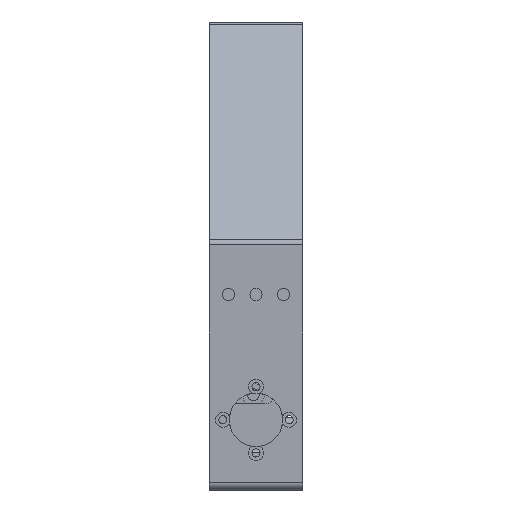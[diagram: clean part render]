
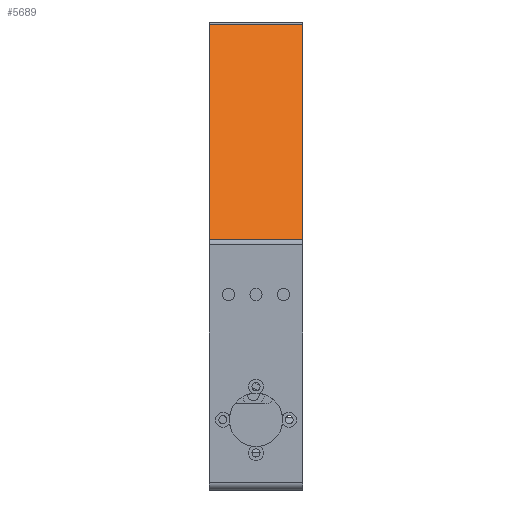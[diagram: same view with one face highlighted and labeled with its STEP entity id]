
A CAD part, left-side view. The second image highlights one B-rep face of the part: STEP entity #5689.
In plain terms, the highlighted planar face has unit normal (-0.75, 0, 0.661).
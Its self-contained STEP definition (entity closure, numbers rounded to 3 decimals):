
#475 = ORIENTED_EDGE ( 'NONE', *, *, #4040, .F. ) ;
#1175 = DIRECTION ( 'NONE',  ( 0.75, 0., -0.661 ) ) ;
#1888 = VECTOR ( 'NONE', #15133, 1000. ) ;
#2124 = ORIENTED_EDGE ( 'NONE', *, *, #9813, .T. ) ;
#2208 = DIRECTION ( 'NONE',  ( -0.661, 0., -0.75 ) ) ;
#2268 = DIRECTION ( 'NONE',  ( 0., -1., 0. ) ) ;
#2446 = CARTESIAN_POINT ( 'NONE',  ( -127., 25.4, 67.34 ) ) ;
#2591 = ORIENTED_EDGE ( 'NONE', *, *, #14403, .T. ) ;
#4025 = VERTEX_POINT ( 'NONE', #4301 ) ;
#4040 = EDGE_CURVE ( 'NONE', #14588, #9579, #5654, .T. ) ;
#4127 = LINE ( 'NONE', #6587, #6160 ) ;
#4301 = CARTESIAN_POINT ( 'NONE',  ( -75.037, 0., 126.322 ) ) ;
#4381 = DIRECTION ( 'NONE',  ( 0.661, 0., 0.75 ) ) ;
#4579 = VECTOR ( 'NONE', #2268, 1000. ) ;
#5054 = CARTESIAN_POINT ( 'NONE',  ( -126.501, 25.4, 67.907 ) ) ;
#5654 = LINE ( 'NONE', #12698, #12757 ) ;
#5689 = ADVANCED_FACE ( 'NONE', ( #8509 ), #9526, .F. ) ;
#6160 = VECTOR ( 'NONE', #8020, 1000. ) ;
#6587 = CARTESIAN_POINT ( 'NONE',  ( -127., 0., 67.34 ) ) ;
#8020 = DIRECTION ( 'NONE',  ( 0.661, 0., 0.75 ) ) ;
#8496 = LINE ( 'NONE', #13390, #4579 ) ;
#8509 = FACE_OUTER_BOUND ( 'NONE', #15069, .T. ) ;
#9526 = PLANE ( 'NONE',  #11043 ) ;
#9579 = VERTEX_POINT ( 'NONE', #15369 ) ;
#9813 = EDGE_CURVE ( 'NONE', #14588, #13116, #8496, .T. ) ;
#10313 = CARTESIAN_POINT ( 'NONE',  ( -75.037, 25.4, 126.322 ) ) ;
#11043 = AXIS2_PLACEMENT_3D ( 'NONE', #2446, #1175, #2208 ) ;
#12433 = EDGE_CURVE ( 'NONE', #13116, #4025, #4127, .T. ) ;
#12698 = CARTESIAN_POINT ( 'NONE',  ( -127., 25.4, 67.34 ) ) ;
#12757 = VECTOR ( 'NONE', #4381, 1000. ) ;
#13116 = VERTEX_POINT ( 'NONE', #13287 ) ;
#13287 = CARTESIAN_POINT ( 'NONE',  ( -126.501, 0., 67.907 ) ) ;
#13390 = CARTESIAN_POINT ( 'NONE',  ( -126.501, 25.4, 67.907 ) ) ;
#13939 = LINE ( 'NONE', #10313, #1888 ) ;
#14403 = EDGE_CURVE ( 'NONE', #4025, #9579, #13939, .T. ) ;
#14588 = VERTEX_POINT ( 'NONE', #5054 ) ;
#15069 = EDGE_LOOP ( 'NONE', ( #15376, #2591, #475, #2124 ) ) ;
#15133 = DIRECTION ( 'NONE',  ( 0., 1., 0. ) ) ;
#15369 = CARTESIAN_POINT ( 'NONE',  ( -75.037, 25.4, 126.322 ) ) ;
#15376 = ORIENTED_EDGE ( 'NONE', *, *, #12433, .T. ) ;
